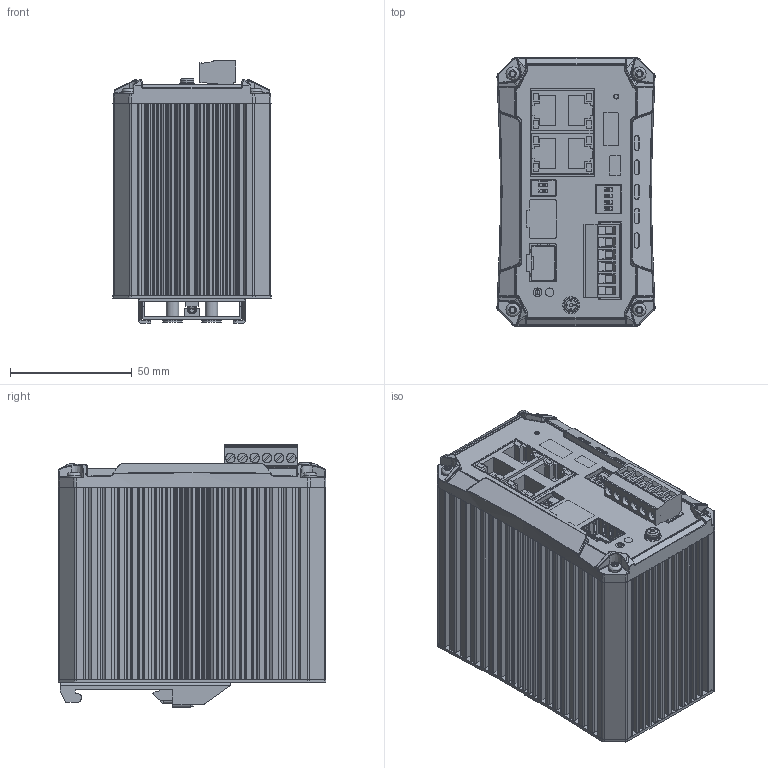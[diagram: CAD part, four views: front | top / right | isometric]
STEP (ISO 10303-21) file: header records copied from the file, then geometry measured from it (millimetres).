
FILE_DESCRIPTION (( 'STEP AP214' ), '1' );
FILE_NAME ('SE3-SWP2B5UG-1P-T_REV1.STEP', '2024-05-15T10:06:17', ( '' ), ( '' ), 'SwSTEP 2.0', 'SolidWorks 2023', '' );
FILE_SCHEMA (( 'AUTOMOTIVE_DESIGN' ));
Length unit declared in the file: inch
Products named in the file (1): SE3-SWP2B5UG-1P-T_REV1
Bounding box: 64.92 x 110 x 107.8 mm (x, y, z)
Volume: 546908 mm3; surface area: 94788.3 mm2
Topology: 1 solids, 28 shells, 3037 faces, 8242 edges, 5282 vertices
Faces by surface type: plane 1434, cylinder 1172, bspline 342, cone 85, torus 4
Full cylindrical faces by diameter (mm): 1.6 x8, 1.8 x1, 2 x1, 2.5 x21, 2.9 x1, 3 x13, 3.5 x6, 3.783 x6, 4 x15, 5 x7, 5.2 x2, 5.5 x5, 7 x1, 8 x2
Entity records: 119314 total; most frequent: CARTESIAN_POINT 47895, ORIENTED_EDGE 15938, DIRECTION 13085, EDGE_CURVE 7969, VERTEX_POINT 5201, LINE 4417, VECTOR 4417, AXIS2_PLACEMENT_3D 4334
